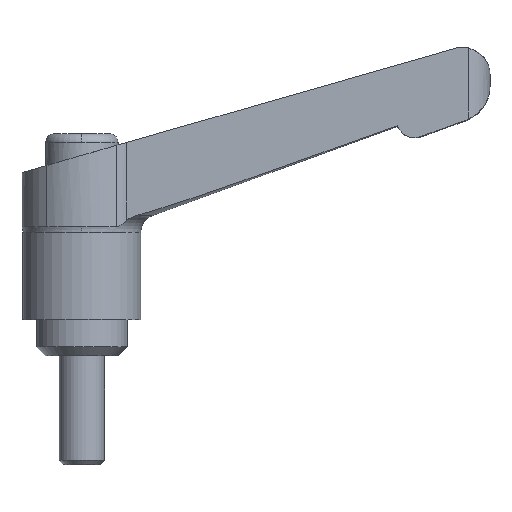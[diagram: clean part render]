
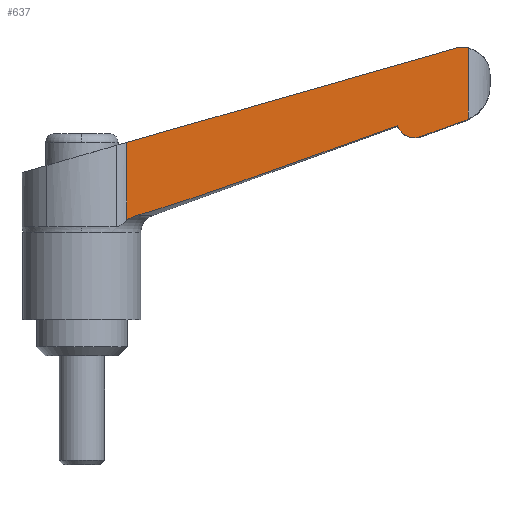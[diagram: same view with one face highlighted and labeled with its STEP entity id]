
A CAD part, top view. The second image highlights one B-rep face of the part: STEP entity #637.
In plain terms, the highlighted planar face has unit normal (0.035, 0, 0.999).
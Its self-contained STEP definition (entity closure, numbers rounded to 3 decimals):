
#301 = EDGE_CURVE( '', #725, #503, #790, .T. );
#313 = EDGE_CURVE( '', #617, #581, #802, .T. );
#329 = EDGE_CURVE( '', #577, #503, #822, .T. );
#333 = VERTEX_POINT( '', #826 );
#335 = VERTEX_POINT( '', #828 );
#449 = EDGE_CURVE( '', #335, #577, #961, .T. );
#475 = EDGE_CURVE( '', #703, #617, #991, .T. );
#503 = VERTEX_POINT( '', #1021 );
#507 = VERTEX_POINT( '', #1025 );
#513 = EDGE_CURVE( '', #725, #333, #1031, .T. );
#577 = VERTEX_POINT( '', #1101 );
#581 = VERTEX_POINT( '', #1105 );
#591 = EDGE_CURVE( '', #507, #335, #1116, .T. );
#605 = EDGE_CURVE( '', #581, #507, #1131, .T. );
#617 = VERTEX_POINT( '', #1144 );
#637 = ADVANCED_FACE( '', ( #1165 ), #1166, .F. );
#703 = VERTEX_POINT( '', #1236 );
#719 = EDGE_CURVE( '', #703, #333, #1254, .T. );
#725 = VERTEX_POINT( '', #1260 );
#790 = LINE( '', #1366, #1367 );
#802 = ( B_SPLINE_CURVE( 2, ( #1385, #1386, #1387 ), .UNSPECIFIED., .F., .F. )B_SPLINE_CURVE_WITH_KNOTS( ( 3, 3 ), ( 0., 5.151 ), .UNSPECIFIED. )RATIONAL_B_SPLINE_CURVE( ( 1., 1.002, 1. ) )BOUNDED_CURVE(  )REPRESENTATION_ITEM( '' )GEOMETRIC_REPRESENTATION_ITEM(  )CURVE(  ) );
#822 = LINE( '', #1415, #1416 );
#826 = CARTESIAN_POINT( '', ( 42.611, 33.919, 3.662 ) );
#828 = CARTESIAN_POINT( '', ( 6.056, 15.479, 4.939 ) );
#961 = B_SPLINE_CURVE_WITH_KNOTS( '', 3, ( #1610, #1611, #1612, #1613, #1614, #1615, #1616, #1617 ), .UNSPECIFIED., .F., .F., ( 4, 2, 2, 4 ), ( 4.101, 4.299, 4.805, 5.256 ), .UNSPECIFIED. );
#991 = B_SPLINE_CURVE_WITH_KNOTS( '', 3, ( #1698, #1699, #1700, #1701, #1702, #1703 ), .UNSPECIFIED., .F., .F., ( 4, 2, 4 ), ( 4.198, 4.45, 4.626 ), .UNSPECIFIED. );
#1021 = CARTESIAN_POINT( '', ( 4.96, 23.518, 4.977 ) );
#1025 = CARTESIAN_POINT( '', ( 34.777, 25.373, 3.936 ) );
#1031 = B_SPLINE_CURVE_WITH_KNOTS( '', 3, ( #1758, #1759, #1760, #1761, #1762, #1763, #1764, #1765, #1766, #1767 ), .UNSPECIFIED., .F., .F., ( 4, 2, 2, 2, 4 ), ( 12.59, 12.819, 13.381, 13.941, 14.115 ), .UNSPECIFIED. );
#1101 = CARTESIAN_POINT( '', ( 4.96, 14.953, 4.977 ) );
#1105 = CARTESIAN_POINT( '', ( 37.365, 24.178, 3.846 ) );
#1116 = ( B_SPLINE_CURVE( 2, ( #1888, #1889, #1890 ), .UNSPECIFIED., .F., .F. )B_SPLINE_CURVE_WITH_KNOTS( ( 3, 3 ), ( 0., 30.397 ), .UNSPECIFIED. )RATIONAL_B_SPLINE_CURVE( ( 1., 1.349, 1. ) )BOUNDED_CURVE(  )REPRESENTATION_ITEM( '' )GEOMETRIC_REPRESENTATION_ITEM(  )CURVE(  ) );
#1131 = B_SPLINE_CURVE_WITH_KNOTS( '', 3, ( #1915, #1916, #1917, #1918, #1919, #1920, #1921, #1922, #1923, #1924, #1925, #1926, #1927, #1928, #1929, #1930, #1931, #1932, #1933, #1934 ), .UNSPECIFIED., .F., .F., ( 4, 2, 2, 2, 2, 2, 2, 2, 2, 4 ), ( 2.315, 2.601, 2.976, 3.351, 3.726, 4.1, 4.473, 4.844, 5.215, 5.298 ), .UNSPECIFIED. );
#1144 = CARTESIAN_POINT( '', ( 42.207, 25.927, 3.677 ) );
#1165 = FACE_OUTER_BOUND( '', #1977, .T. );
#1166 = PLANE( '', #1978 );
#1236 = CARTESIAN_POINT( '', ( 42.611, 26.098, 3.662 ) );
#1254 = LINE( '', #2147, #2148 );
#1260 = CARTESIAN_POINT( '', ( 41.52, 34.002, 3.701 ) );
#1366 = CARTESIAN_POINT( '', ( -4.505, 20.804, 5.308 ) );
#1367 = VECTOR( '', #2194, 1. );
#1385 = CARTESIAN_POINT( '', ( 42.207, 25.927, 3.677 ) );
#1386 = CARTESIAN_POINT( '', ( 39.641, 24.999, 3.766 ) );
#1387 = CARTESIAN_POINT( '', ( 37.365, 24.178, 3.846 ) );
#1415 = CARTESIAN_POINT( '', ( 4.96, 0., 4.977 ) );
#1416 = VECTOR( '', #2236, 1. );
#1610 = CARTESIAN_POINT( '', ( 6.056, 15.479, 4.939 ) );
#1611 = CARTESIAN_POINT( '', ( 5.989, 15.461, 4.941 ) );
#1612 = CARTESIAN_POINT( '', ( 5.924, 15.44, 4.944 ) );
#1613 = CARTESIAN_POINT( '', ( 5.701, 15.365, 4.951 ) );
#1614 = CARTESIAN_POINT( '', ( 5.53, 15.294, 4.957 ) );
#1615 = CARTESIAN_POINT( '', ( 5.222, 15.132, 4.968 ) );
#1616 = CARTESIAN_POINT( '', ( 5.083, 15.044, 4.973 ) );
#1617 = CARTESIAN_POINT( '', ( 4.96, 14.953, 4.977 ) );
#1698 = CARTESIAN_POINT( '', ( 42.611, 26.098, 3.662 ) );
#1699 = CARTESIAN_POINT( '', ( 42.532, 26.059, 3.665 ) );
#1700 = CARTESIAN_POINT( '', ( 42.453, 26.024, 3.668 ) );
#1701 = CARTESIAN_POINT( '', ( 42.321, 25.969, 3.673 ) );
#1702 = CARTESIAN_POINT( '', ( 42.265, 25.947, 3.675 ) );
#1703 = CARTESIAN_POINT( '', ( 42.207, 25.927, 3.677 ) );
#1758 = CARTESIAN_POINT( '', ( 41.004, 33.903, 3.719 ) );
#1759 = CARTESIAN_POINT( '', ( 41.083, 33.925, 3.716 ) );
#1760 = CARTESIAN_POINT( '', ( 41.164, 33.945, 3.713 ) );
#1761 = CARTESIAN_POINT( '', ( 41.446, 34.001, 3.703 ) );
#1762 = CARTESIAN_POINT( '', ( 41.65, 34.019, 3.696 ) );
#1763 = CARTESIAN_POINT( '', ( 42.023, 34.019, 3.683 ) );
#1764 = CARTESIAN_POINT( '', ( 42.227, 34.001, 3.676 ) );
#1765 = CARTESIAN_POINT( '', ( 42.489, 33.949, 3.667 ) );
#1766 = CARTESIAN_POINT( '', ( 42.55, 33.935, 3.665 ) );
#1767 = CARTESIAN_POINT( '', ( 42.611, 33.919, 3.662 ) );
#1888 = CARTESIAN_POINT( '', ( 34.777, 25.373, 3.936 ) );
#1889 = CARTESIAN_POINT( '', ( 11.299, 16.916, 4.756 ) );
#1890 = CARTESIAN_POINT( '', ( 6.056, 15.479, 4.939 ) );
#1915 = CARTESIAN_POINT( '', ( 37.365, 24.178, 3.846 ) );
#1916 = CARTESIAN_POINT( '', ( 37.272, 24.144, 3.849 ) );
#1917 = CARTESIAN_POINT( '', ( 37.172, 24.116, 3.852 ) );
#1918 = CARTESIAN_POINT( '', ( 36.936, 24.069, 3.861 ) );
#1919 = CARTESIAN_POINT( '', ( 36.8, 24.057, 3.865 ) );
#1920 = CARTESIAN_POINT( '', ( 36.55, 24.057, 3.874 ) );
#1921 = CARTESIAN_POINT( '', ( 36.413, 24.069, 3.879 ) );
#1922 = CARTESIAN_POINT( '', ( 36.146, 24.122, 3.888 ) );
#1923 = CARTESIAN_POINT( '', ( 36.015, 24.163, 3.893 ) );
#1924 = CARTESIAN_POINT( '', ( 35.784, 24.258, 3.901 ) );
#1925 = CARTESIAN_POINT( '', ( 35.663, 24.321, 3.905 ) );
#1926 = CARTESIAN_POINT( '', ( 35.437, 24.471, 3.913 ) );
#1927 = CARTESIAN_POINT( '', ( 35.332, 24.558, 3.917 ) );
#1928 = CARTESIAN_POINT( '', ( 35.156, 24.733, 3.923 ) );
#1929 = CARTESIAN_POINT( '', ( 35.069, 24.837, 3.926 ) );
#1930 = CARTESIAN_POINT( '', ( 34.919, 25.061, 3.931 ) );
#1931 = CARTESIAN_POINT( '', ( 34.855, 25.181, 3.933 ) );
#1932 = CARTESIAN_POINT( '', ( 34.797, 25.32, 3.935 ) );
#1933 = CARTESIAN_POINT( '', ( 34.787, 25.346, 3.936 ) );
#1934 = CARTESIAN_POINT( '', ( 34.777, 25.373, 3.936 ) );
#1977 = EDGE_LOOP( '', ( #2663, #2664, #2665, #2666, #2667, #2668, #2669, #2670, #2671 ) );
#1978 = AXIS2_PLACEMENT_3D( '', #2672, #2673, #2674 );
#2147 = CARTESIAN_POINT( '', ( 42.611, 0., 3.662 ) );
#2148 = VECTOR( '', #2762, 1. );
#2194 = DIRECTION( '', ( -0.961, -0.275, 0.034 ) );
#2236 = DIRECTION( '', ( 0., 1., 0. ) );
#2663 = ORIENTED_EDGE( '', *, *, #301, .T. );
#2664 = ORIENTED_EDGE( '', *, *, #329, .F. );
#2665 = ORIENTED_EDGE( '', *, *, #449, .F. );
#2666 = ORIENTED_EDGE( '', *, *, #591, .F. );
#2667 = ORIENTED_EDGE( '', *, *, #605, .F. );
#2668 = ORIENTED_EDGE( '', *, *, #313, .F. );
#2669 = ORIENTED_EDGE( '', *, *, #475, .F. );
#2670 = ORIENTED_EDGE( '', *, *, #719, .T. );
#2671 = ORIENTED_EDGE( '', *, *, #513, .F. );
#2672 = CARTESIAN_POINT( '', ( 4.96, 0., 4.977 ) );
#2673 = DIRECTION( '', ( -0.035, 0., -0.999 ) );
#2674 = DIRECTION( '', ( -0.999, 0., 0.035 ) );
#2762 = DIRECTION( '', ( 0., 1., 0. ) );
